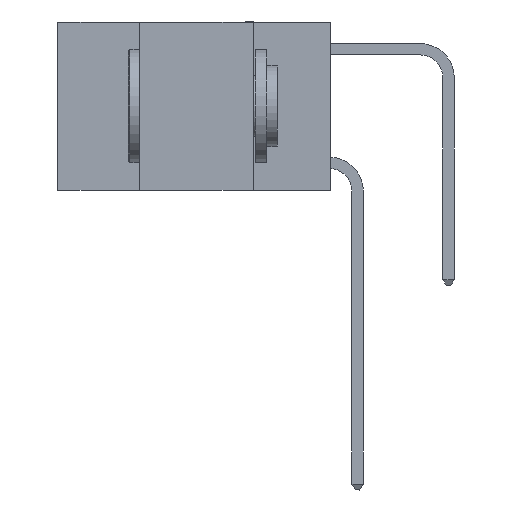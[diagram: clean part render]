
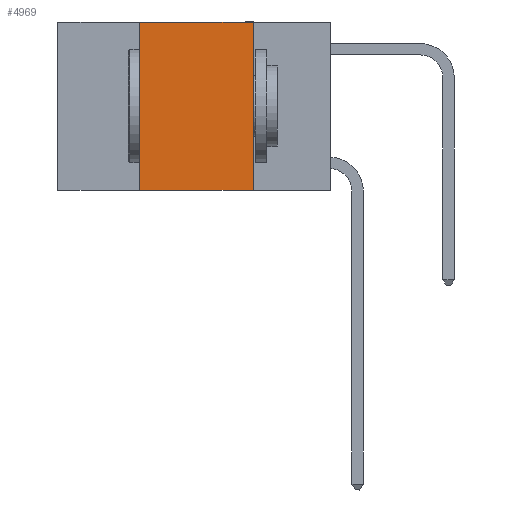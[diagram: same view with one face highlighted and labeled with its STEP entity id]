
A CAD part, left-side view. The second image highlights one B-rep face of the part: STEP entity #4969.
In plain terms, the highlighted planar face has unit normal (-1, 0, 0).
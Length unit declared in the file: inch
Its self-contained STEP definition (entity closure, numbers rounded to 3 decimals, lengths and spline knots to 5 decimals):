
#681 = CARTESIAN_POINT ( 'NONE',  ( 0., 0.17, 0. ) ) ;
#865 = ORIENTED_EDGE ( 'NONE', *, *, #7822, .F. ) ;
#2671 = VECTOR ( 'NONE', #20754, 39.37008 ) ;
#3210 = EDGE_CURVE ( 'NONE', #9739, #3758, #22841, .T. ) ;
#3758 = VERTEX_POINT ( 'NONE', #17985 ) ;
#4025 = VERTEX_POINT ( 'NONE', #16628 ) ;
#4334 = CARTESIAN_POINT ( 'NONE',  ( 0., 0.6, -0.37 ) ) ;
#4730 = EDGE_CURVE ( 'NONE', #9739, #4025, #7424, .T. ) ;
#4969 = ADVANCED_FACE ( 'NONE', ( #11396 ), #27141, .F. ) ;
#5252 = VECTOR ( 'NONE', #21013, 39.37008 ) ;
#6959 = ORIENTED_EDGE ( 'NONE', *, *, #7642, .F. ) ;
#7424 = LINE ( 'NONE', #7667, #5252 ) ;
#7642 = EDGE_CURVE ( 'NONE', #4025, #25281, #20576, .T. ) ;
#7667 = CARTESIAN_POINT ( 'NONE',  ( 0., 0.42, 0. ) ) ;
#7693 = ORIENTED_EDGE ( 'NONE', *, *, #4730, .F. ) ;
#7822 = EDGE_CURVE ( 'NONE', #25281, #3758, #10206, .T. ) ;
#9739 = VERTEX_POINT ( 'NONE', #18340 ) ;
#10178 = CARTESIAN_POINT ( 'NONE',  ( 0., 0.17, 0. ) ) ;
#10206 = LINE ( 'NONE', #10178, #21294 ) ;
#11396 = FACE_OUTER_BOUND ( 'NONE', #14516, .T. ) ;
#11462 = AXIS2_PLACEMENT_3D ( 'NONE', #22814, #11800, #27242 ) ;
#11800 = DIRECTION ( 'NONE',  ( 1., 0., 0. ) ) ;
#12450 = DIRECTION ( 'NONE',  ( 0., 0., -1. ) ) ;
#14391 = ORIENTED_EDGE ( 'NONE', *, *, #3210, .T. ) ;
#14516 = EDGE_LOOP ( 'NONE', ( #865, #6959, #7693, #14391 ) ) ;
#15595 = VECTOR ( 'NONE', #26659, 39.37008 ) ;
#16628 = CARTESIAN_POINT ( 'NONE',  ( 0., 0.42, 0. ) ) ;
#17985 = CARTESIAN_POINT ( 'NONE',  ( 0., 0.17, -0.37 ) ) ;
#18340 = CARTESIAN_POINT ( 'NONE',  ( 0., 0.42, -0.37 ) ) ;
#20576 = LINE ( 'NONE', #25076, #2671 ) ;
#20754 = DIRECTION ( 'NONE',  ( 0., -1., 0. ) ) ;
#21013 = DIRECTION ( 'NONE',  ( 0., 0., 1. ) ) ;
#21294 = VECTOR ( 'NONE', #12450, 39.37008 ) ;
#22814 = CARTESIAN_POINT ( 'NONE',  ( 0., 0.6, 0. ) ) ;
#22841 = LINE ( 'NONE', #4334, #15595 ) ;
#25076 = CARTESIAN_POINT ( 'NONE',  ( 0., 0.6, 0. ) ) ;
#25281 = VERTEX_POINT ( 'NONE', #681 ) ;
#26659 = DIRECTION ( 'NONE',  ( 0., -1., 0. ) ) ;
#27141 = PLANE ( 'NONE',  #11462 ) ;
#27242 = DIRECTION ( 'NONE',  ( 0., 0., -1. ) ) ;
